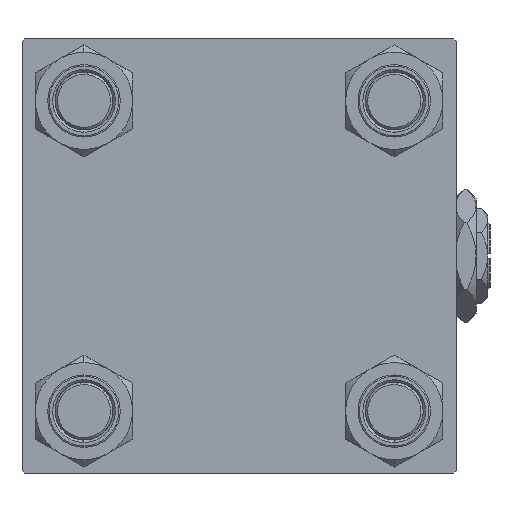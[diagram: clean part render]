
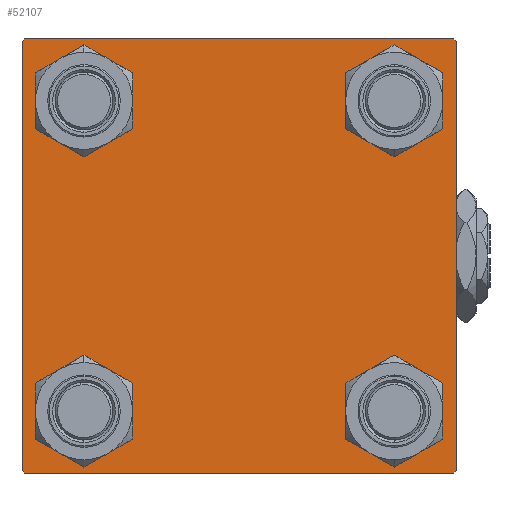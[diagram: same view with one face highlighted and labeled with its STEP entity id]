
A CAD part, left-side view. The second image highlights one B-rep face of the part: STEP entity #52107.
In plain terms, the highlighted planar face has unit normal (-1, 0, 0).
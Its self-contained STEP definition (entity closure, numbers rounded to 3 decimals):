
#148 = FACE_BOUND ( 'NONE', #36881, .T. ) ;
#447 = CIRCLE ( 'NONE', #50023, 6.5 ) ;
#717 = ORIENTED_EDGE ( 'NONE', *, *, #19103, .T. ) ;
#871 = ORIENTED_EDGE ( 'NONE', *, *, #43432, .T. ) ;
#1295 = AXIS2_PLACEMENT_3D ( 'NONE', #7473, #52676, #52412 ) ;
#2227 = ORIENTED_EDGE ( 'NONE', *, *, #14209, .T. ) ;
#2343 = AXIS2_PLACEMENT_3D ( 'NONE', #49345, #44247, #41041 ) ;
#2371 = DIRECTION ( 'NONE',  ( 0., -0.707, 0.707 ) ) ;
#3103 = PLANE ( 'NONE',  #41021 ) ;
#4818 = DIRECTION ( 'NONE',  ( 0., 0., 1. ) ) ;
#4856 = EDGE_CURVE ( 'NONE', #38948, #15502, #19808, .T. ) ;
#5630 = VECTOR ( 'NONE', #2371, 1000. ) ;
#6345 = DIRECTION ( 'NONE',  ( 1., 0., 0. ) ) ;
#7362 = ORIENTED_EDGE ( 'NONE', *, *, #4856, .T. ) ;
#7473 = CARTESIAN_POINT ( 'NONE',  ( 0., -32.15, 32.15 ) ) ;
#7911 = CARTESIAN_POINT ( 'NONE',  ( 0., 0., 0. ) ) ;
#8076 = CARTESIAN_POINT ( 'NONE',  ( 0., -32.15, -25.65 ) ) ;
#8928 = CARTESIAN_POINT ( 'NONE',  ( 0., 32.15, -25.65 ) ) ;
#9073 = DIRECTION ( 'NONE',  ( 1., 0., 0. ) ) ;
#9705 = EDGE_CURVE ( 'NONE', #39711, #17714, #20899, .T. ) ;
#9814 = ORIENTED_EDGE ( 'NONE', *, *, #31415, .F. ) ;
#9949 = CIRCLE ( 'NONE', #33898, 6.5 ) ;
#9977 = CARTESIAN_POINT ( 'NONE',  ( 0., -44.5, 45. ) ) ;
#10235 = CARTESIAN_POINT ( 'NONE',  ( 0., 44.5, -45. ) ) ;
#11127 = DIRECTION ( 'NONE',  ( 0., 0.707, 0.707 ) ) ;
#11422 = DIRECTION ( 'NONE',  ( 0., -0.707, -0.707 ) ) ;
#11972 = AXIS2_PLACEMENT_3D ( 'NONE', #17356, #9073, #41940 ) ;
#12011 = VECTOR ( 'NONE', #26085, 1000. ) ;
#13250 = EDGE_CURVE ( 'NONE', #14076, #31409, #19146, .T. ) ;
#13522 = ORIENTED_EDGE ( 'NONE', *, *, #34923, .T. ) ;
#14076 = VERTEX_POINT ( 'NONE', #17653 ) ;
#14209 = EDGE_CURVE ( 'NONE', #51521, #51810, #23504, .T. ) ;
#14911 = CARTESIAN_POINT ( 'NONE',  ( 0., 32.15, -32.15 ) ) ;
#14955 = ORIENTED_EDGE ( 'NONE', *, *, #27750, .T. ) ;
#14969 = CIRCLE ( 'NONE', #1295, 6.5 ) ;
#15502 = VERTEX_POINT ( 'NONE', #33077 ) ;
#15578 = DIRECTION ( 'NONE',  ( 0., -1., 0. ) ) ;
#15793 = CARTESIAN_POINT ( 'NONE',  ( 0., 32.15, 32.15 ) ) ;
#16316 = VERTEX_POINT ( 'NONE', #17629 ) ;
#17356 = CARTESIAN_POINT ( 'NONE',  ( 0., -32.15, 32.15 ) ) ;
#17470 = EDGE_CURVE ( 'NONE', #49755, #37843, #27093, .T. ) ;
#17629 = CARTESIAN_POINT ( 'NONE',  ( 0., 45., -44.5 ) ) ;
#17653 = CARTESIAN_POINT ( 'NONE',  ( 0., -45., 44.5 ) ) ;
#17714 = VERTEX_POINT ( 'NONE', #47754 ) ;
#19103 = EDGE_CURVE ( 'NONE', #37843, #49755, #9949, .T. ) ;
#19146 = LINE ( 'NONE', #52848, #25234 ) ;
#19808 = CIRCLE ( 'NONE', #49720, 6.5 ) ;
#20049 = ORIENTED_EDGE ( 'NONE', *, *, #17470, .T. ) ;
#20076 = VECTOR ( 'NONE', #15578, 1000. ) ;
#20635 = DIRECTION ( 'NONE',  ( 0., 0.707, -0.707 ) ) ;
#20899 = LINE ( 'NONE', #37201, #49909 ) ;
#21268 = ORIENTED_EDGE ( 'NONE', *, *, #32456, .T. ) ;
#21470 = EDGE_CURVE ( 'NONE', #15502, #38948, #47627, .T. ) ;
#21799 = ORIENTED_EDGE ( 'NONE', *, *, #13250, .T. ) ;
#22306 = EDGE_LOOP ( 'NONE', ( #7362, #26896 ) ) ;
#22338 = CARTESIAN_POINT ( 'NONE',  ( 0., 45., 45. ) ) ;
#23122 = LINE ( 'NONE', #22338, #12011 ) ;
#23263 = ORIENTED_EDGE ( 'NONE', *, *, #30830, .T. ) ;
#23328 = DIRECTION ( 'NONE',  ( 0., 0., -1. ) ) ;
#23332 = CARTESIAN_POINT ( 'NONE',  ( 0., -32.15, 38.65 ) ) ;
#23504 = LINE ( 'NONE', #27512, #5630 ) ;
#24362 = DIRECTION ( 'NONE',  ( 1., 0., 0. ) ) ;
#24998 = CARTESIAN_POINT ( 'NONE',  ( 0., -32.15, 25.65 ) ) ;
#25124 = EDGE_LOOP ( 'NONE', ( #871, #23263, #31063, #2227, #9814, #21799, #33212, #27862 ) ) ;
#25234 = VECTOR ( 'NONE', #11127, 1000. ) ;
#26085 = DIRECTION ( 'NONE',  ( 0., -1., 0. ) ) ;
#26679 = DIRECTION ( 'NONE',  ( 0., 0., 1. ) ) ;
#26681 = CARTESIAN_POINT ( 'NONE',  ( 0., 44.75, -44.75 ) ) ;
#26896 = ORIENTED_EDGE ( 'NONE', *, *, #21470, .T. ) ;
#27093 = CIRCLE ( 'NONE', #33945, 6.5 ) ;
#27512 = CARTESIAN_POINT ( 'NONE',  ( 0., -44.75, -44.75 ) ) ;
#27750 = EDGE_CURVE ( 'NONE', #37132, #45400, #42735, .T. ) ;
#27862 = ORIENTED_EDGE ( 'NONE', *, *, #9705, .T. ) ;
#28556 = VECTOR ( 'NONE', #11422, 1000. ) ;
#28635 = DIRECTION ( 'NONE',  ( 0., 0., -1. ) ) ;
#30553 = LINE ( 'NONE', #42591, #47369 ) ;
#30830 = EDGE_CURVE ( 'NONE', #16316, #31380, #43512, .T. ) ;
#31063 = ORIENTED_EDGE ( 'NONE', *, *, #31499, .T. ) ;
#31380 = VERTEX_POINT ( 'NONE', #10235 ) ;
#31409 = VERTEX_POINT ( 'NONE', #9977 ) ;
#31415 = EDGE_CURVE ( 'NONE', #14076, #51810, #30553, .T. ) ;
#31499 = EDGE_CURVE ( 'NONE', #31380, #51521, #35893, .T. ) ;
#31756 = EDGE_LOOP ( 'NONE', ( #717, #20049 ) ) ;
#32456 = EDGE_CURVE ( 'NONE', #45400, #37132, #14969, .T. ) ;
#32645 = LINE ( 'NONE', #48440, #35722 ) ;
#32663 = CARTESIAN_POINT ( 'NONE',  ( 0., 45., -45. ) ) ;
#32779 = FACE_BOUND ( 'NONE', #22306, .T. ) ;
#33077 = CARTESIAN_POINT ( 'NONE',  ( 0., -32.15, -38.65 ) ) ;
#33202 = EDGE_CURVE ( 'NONE', #41637, #52563, #447, .T. ) ;
#33212 = ORIENTED_EDGE ( 'NONE', *, *, #52211, .F. ) ;
#33295 = CARTESIAN_POINT ( 'NONE',  ( 0., -32.15, -32.15 ) ) ;
#33875 = CIRCLE ( 'NONE', #43240, 6.5 ) ;
#33898 = AXIS2_PLACEMENT_3D ( 'NONE', #45216, #24362, #4818 ) ;
#33945 = AXIS2_PLACEMENT_3D ( 'NONE', #15793, #44925, #48148 ) ;
#34351 = DIRECTION ( 'NONE',  ( 0., 0., 1. ) ) ;
#34923 = EDGE_CURVE ( 'NONE', #52563, #41637, #33875, .T. ) ;
#35076 = CARTESIAN_POINT ( 'NONE',  ( 0., -45., -44.5 ) ) ;
#35617 = CARTESIAN_POINT ( 'NONE',  ( 0., 32.15, -38.65 ) ) ;
#35722 = VECTOR ( 'NONE', #28635, 1000. ) ;
#35742 = DIRECTION ( 'NONE',  ( -1., 0., 0. ) ) ;
#35893 = LINE ( 'NONE', #32663, #20076 ) ;
#36536 = FACE_BOUND ( 'NONE', #31756, .T. ) ;
#36881 = EDGE_LOOP ( 'NONE', ( #21268, #14955 ) ) ;
#36944 = CARTESIAN_POINT ( 'NONE',  ( 0., 32.15, 38.65 ) ) ;
#37132 = VERTEX_POINT ( 'NONE', #24998 ) ;
#37201 = CARTESIAN_POINT ( 'NONE',  ( 0., 44.75, 44.75 ) ) ;
#37843 = VERTEX_POINT ( 'NONE', #36944 ) ;
#38948 = VERTEX_POINT ( 'NONE', #8076 ) ;
#39711 = VERTEX_POINT ( 'NONE', #49279 ) ;
#41021 = AXIS2_PLACEMENT_3D ( 'NONE', #7911, #35742, #52064 ) ;
#41041 = DIRECTION ( 'NONE',  ( 0., 0., 1. ) ) ;
#41637 = VERTEX_POINT ( 'NONE', #8928 ) ;
#41940 = DIRECTION ( 'NONE',  ( 0., 0., 1. ) ) ;
#42591 = CARTESIAN_POINT ( 'NONE',  ( 0., -45., 45. ) ) ;
#42735 = CIRCLE ( 'NONE', #11972, 6.5 ) ;
#43240 = AXIS2_PLACEMENT_3D ( 'NONE', #14911, #6345, #26679 ) ;
#43432 = EDGE_CURVE ( 'NONE', #17714, #16316, #32645, .T. ) ;
#43470 = EDGE_LOOP ( 'NONE', ( #43775, #13522 ) ) ;
#43512 = LINE ( 'NONE', #26681, #28556 ) ;
#43713 = CARTESIAN_POINT ( 'NONE',  ( 0., 32.15, -32.15 ) ) ;
#43775 = ORIENTED_EDGE ( 'NONE', *, *, #33202, .T. ) ;
#44247 = DIRECTION ( 'NONE',  ( 1., 0., 0. ) ) ;
#44283 = FACE_OUTER_BOUND ( 'NONE', #25124, .T. ) ;
#44925 = DIRECTION ( 'NONE',  ( 1., 0., 0. ) ) ;
#45216 = CARTESIAN_POINT ( 'NONE',  ( 0., 32.15, 32.15 ) ) ;
#45400 = VERTEX_POINT ( 'NONE', #23332 ) ;
#45601 = DIRECTION ( 'NONE',  ( 1., 0., 0. ) ) ;
#47369 = VECTOR ( 'NONE', #23328, 1000. ) ;
#47627 = CIRCLE ( 'NONE', #2343, 6.5 ) ;
#47754 = CARTESIAN_POINT ( 'NONE',  ( 0., 45., 44.5 ) ) ;
#47994 = DIRECTION ( 'NONE',  ( 0., 0., 1. ) ) ;
#48148 = DIRECTION ( 'NONE',  ( 0., 0., 1. ) ) ;
#48306 = FACE_BOUND ( 'NONE', #43470, .T. ) ;
#48440 = CARTESIAN_POINT ( 'NONE',  ( 0., 45., 45. ) ) ;
#49279 = CARTESIAN_POINT ( 'NONE',  ( 0., 44.5, 45. ) ) ;
#49345 = CARTESIAN_POINT ( 'NONE',  ( 0., -32.15, -32.15 ) ) ;
#49358 = CARTESIAN_POINT ( 'NONE',  ( 0., 32.15, 25.65 ) ) ;
#49720 = AXIS2_PLACEMENT_3D ( 'NONE', #33295, #45601, #34351 ) ;
#49755 = VERTEX_POINT ( 'NONE', #49358 ) ;
#49909 = VECTOR ( 'NONE', #20635, 1000. ) ;
#50023 = AXIS2_PLACEMENT_3D ( 'NONE', #43713, #52021, #47994 ) ;
#51521 = VERTEX_POINT ( 'NONE', #52791 ) ;
#51810 = VERTEX_POINT ( 'NONE', #35076 ) ;
#52021 = DIRECTION ( 'NONE',  ( 1., 0., 0. ) ) ;
#52064 = DIRECTION ( 'NONE',  ( 0., 0., 1. ) ) ;
#52107 = ADVANCED_FACE ( 'NONE', ( #148, #32779, #48306, #36536, #44283 ), #3103, .T. ) ;
#52211 = EDGE_CURVE ( 'NONE', #39711, #31409, #23122, .T. ) ;
#52412 = DIRECTION ( 'NONE',  ( 0., 0., 1. ) ) ;
#52563 = VERTEX_POINT ( 'NONE', #35617 ) ;
#52676 = DIRECTION ( 'NONE',  ( 1., 0., 0. ) ) ;
#52791 = CARTESIAN_POINT ( 'NONE',  ( 0., -44.5, -45. ) ) ;
#52848 = CARTESIAN_POINT ( 'NONE',  ( 0., -44.75, 44.75 ) ) ;
